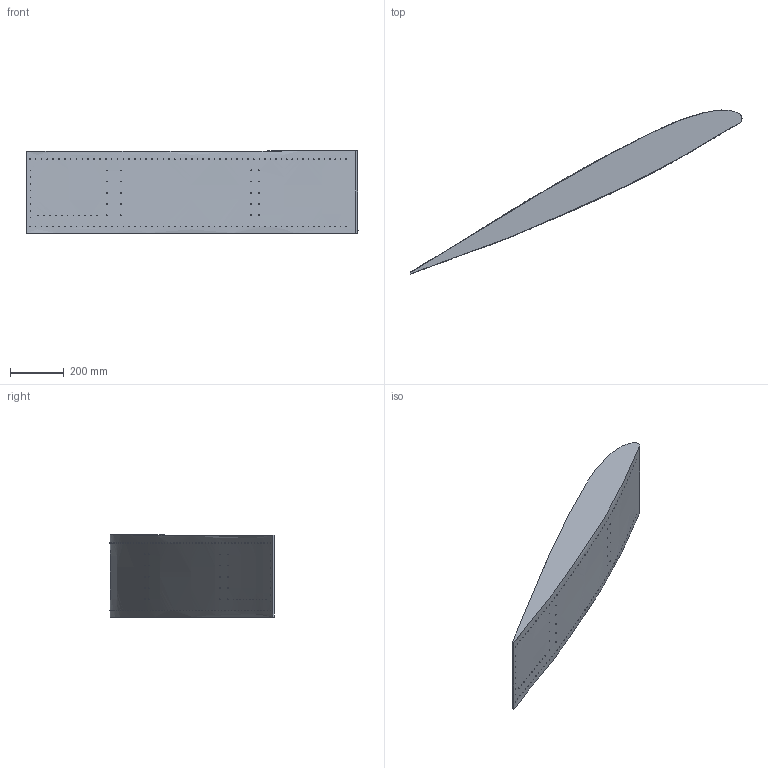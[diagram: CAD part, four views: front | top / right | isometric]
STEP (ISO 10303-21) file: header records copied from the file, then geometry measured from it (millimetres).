
FILE_DESCRIPTION(('CATIA V5 STEP Exchange'),'2;1');
FILE_NAME('final wing.stp','2018-04-26T04:38:26+00:00',('none'),('none'),'CATIA Version 5 Release 20 GA (IN-10)','CATIA V5 STEP AP203','none');
FILE_SCHEMA(('CONFIG_CONTROL_DESIGN'));
Length unit declared in the file: millimetre
Products named in the file (1): Product1.2.2.4
Bounding box: 1230.51 x 608.88 x 304.11 mm (x, y, z)
Volume: 38268788 mm3; surface area: 1094578.9 mm2
Topology: 1 solids, 1 shells, 924 faces, 1848 edges, 1232 vertices
Faces by surface type: cylinder 612, extrusion 303, plane 9
Entity records: 34460 total; most frequent: CARTESIAN_POINT 19323, ORIENTED_EDGE 3696, EDGE_CURVE 1848, B_SPLINE_CURVE_WITH_KNOTS 1533, DIRECTION 1237, VERTEX_POINT 1232, EDGE_LOOP 1230, ADVANCED_FACE 924
